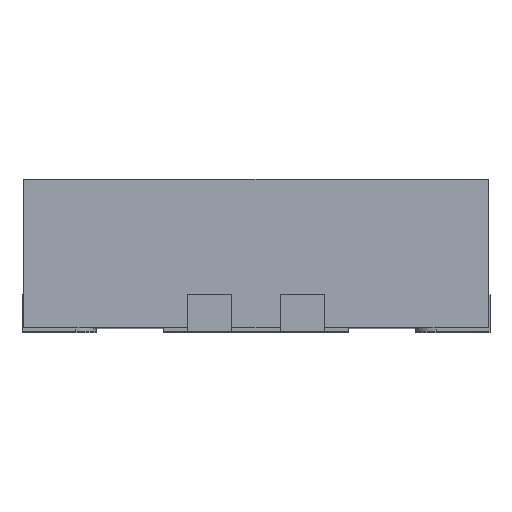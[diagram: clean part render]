
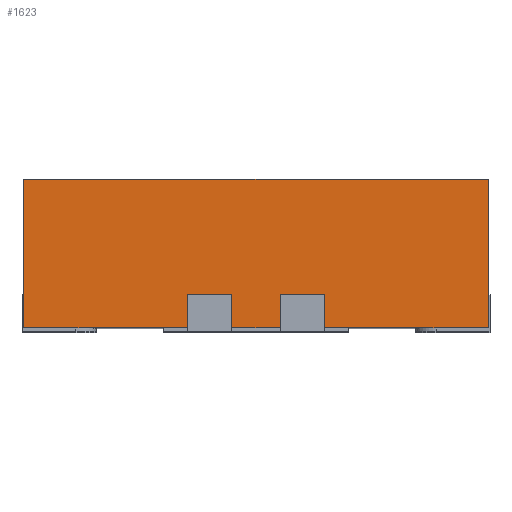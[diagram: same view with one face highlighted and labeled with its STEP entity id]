
A CAD part, top view. The second image highlights one B-rep face of the part: STEP entity #1623.
In plain terms, the highlighted planar face has unit normal (0, 0, 1).
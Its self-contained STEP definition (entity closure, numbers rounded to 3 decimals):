
#4 = DIRECTION ( 'NONE',  ( 0., 0., -1. ) ) ;
#5 = VERTEX_POINT ( 'NONE', #4405 ) ;
#93 = DIRECTION ( 'NONE',  ( 0., -1., 0. ) ) ;
#171 = VECTOR ( 'NONE', #2288, 1000. ) ;
#177 = LINE ( 'NONE', #3767, #4024 ) ;
#286 = EDGE_CURVE ( 'NONE', #4810, #2416, #1441, .T. ) ;
#321 = VERTEX_POINT ( 'NONE', #4302 ) ;
#324 = LINE ( 'NONE', #3148, #653 ) ;
#331 = CARTESIAN_POINT ( 'NONE',  ( -0.37, 0.02, 1.75 ) ) ;
#391 = FACE_OUTER_BOUND ( 'NONE', #3778, .T. ) ;
#447 = ORIENTED_EDGE ( 'NONE', *, *, #1494, .T. ) ;
#546 = CARTESIAN_POINT ( 'NONE',  ( 1.25, 0.82, 1.75 ) ) ;
#628 = ORIENTED_EDGE ( 'NONE', *, *, #2357, .F. ) ;
#653 = VECTOR ( 'NONE', #1561, 1000. ) ;
#760 = CARTESIAN_POINT ( 'NONE',  ( 0.13, 0.82, 1.75 ) ) ;
#822 = CARTESIAN_POINT ( 'NONE',  ( -1.25, 0.02, 1.75 ) ) ;
#837 = CARTESIAN_POINT ( 'NONE',  ( 0.37, 0.82, 1.75 ) ) ;
#913 = DIRECTION ( 'NONE',  ( 1., 0., 0. ) ) ;
#931 = DIRECTION ( 'NONE',  ( 0., -1., 0. ) ) ;
#970 = CARTESIAN_POINT ( 'NONE',  ( -1.25, 0.82, 1.75 ) ) ;
#1121 = VERTEX_POINT ( 'NONE', #3667 ) ;
#1155 = VECTOR ( 'NONE', #4956, 1000. ) ;
#1254 = ORIENTED_EDGE ( 'NONE', *, *, #4122, .T. ) ;
#1261 = VERTEX_POINT ( 'NONE', #1768 ) ;
#1441 = LINE ( 'NONE', #970, #2507 ) ;
#1452 = LINE ( 'NONE', #5022, #171 ) ;
#1494 = EDGE_CURVE ( 'NONE', #2194, #1261, #1452, .T. ) ;
#1561 = DIRECTION ( 'NONE',  ( -1., 0., 0. ) ) ;
#1579 = VECTOR ( 'NONE', #5000, 1000. ) ;
#1623 = ADVANCED_FACE ( 'NONE', ( #391 ), #3632, .F. ) ;
#1628 = VECTOR ( 'NONE', #93, 1000. ) ;
#1711 = CARTESIAN_POINT ( 'NONE',  ( -1.25, 0.02, 1.75 ) ) ;
#1736 = CARTESIAN_POINT ( 'NONE',  ( -1.25, 0.02, 1.75 ) ) ;
#1768 = CARTESIAN_POINT ( 'NONE',  ( -0.37, 0.2, 1.75 ) ) ;
#1799 = VECTOR ( 'NONE', #2807, 1000. ) ;
#2005 = LINE ( 'NONE', #837, #1799 ) ;
#2103 = LINE ( 'NONE', #546, #1628 ) ;
#2105 = ORIENTED_EDGE ( 'NONE', *, *, #3671, .T. ) ;
#2157 = VECTOR ( 'NONE', #3344, 1000. ) ;
#2194 = VERTEX_POINT ( 'NONE', #331 ) ;
#2288 = DIRECTION ( 'NONE',  ( 0., 1., 0. ) ) ;
#2354 = VECTOR ( 'NONE', #2434, 1000. ) ;
#2357 = EDGE_CURVE ( 'NONE', #321, #2820, #2005, .T. ) ;
#2416 = VERTEX_POINT ( 'NONE', #3021 ) ;
#2418 = CARTESIAN_POINT ( 'NONE',  ( -0.13, 0.02, 1.75 ) ) ;
#2434 = DIRECTION ( 'NONE',  ( 1., 0., 0. ) ) ;
#2486 = ORIENTED_EDGE ( 'NONE', *, *, #4273, .T. ) ;
#2502 = CARTESIAN_POINT ( 'NONE',  ( 0.37, 0.2, 1.75 ) ) ;
#2507 = VECTOR ( 'NONE', #3803, 1000. ) ;
#2559 = CARTESIAN_POINT ( 'NONE',  ( 1.25, 0.2, 1.75 ) ) ;
#2573 = EDGE_CURVE ( 'NONE', #2416, #3607, #2103, .T. ) ;
#2582 = CARTESIAN_POINT ( 'NONE',  ( 1.25, 0.02, 1.75 ) ) ;
#2807 = DIRECTION ( 'NONE',  ( 0., 1., 0. ) ) ;
#2818 = LINE ( 'NONE', #822, #2354 ) ;
#2820 = VERTEX_POINT ( 'NONE', #2502 ) ;
#3021 = CARTESIAN_POINT ( 'NONE',  ( 1.25, 0.82, 1.75 ) ) ;
#3036 = LINE ( 'NONE', #2559, #1155 ) ;
#3148 = CARTESIAN_POINT ( 'NONE',  ( -1.25, 0.2, 1.75 ) ) ;
#3206 = ORIENTED_EDGE ( 'NONE', *, *, #3279, .T. ) ;
#3241 = ORIENTED_EDGE ( 'NONE', *, *, #286, .F. ) ;
#3279 = EDGE_CURVE ( 'NONE', #1121, #2194, #4504, .T. ) ;
#3341 = EDGE_CURVE ( 'NONE', #5, #3726, #177, .T. ) ;
#3344 = DIRECTION ( 'NONE',  ( 1., 0., 0. ) ) ;
#3575 = ORIENTED_EDGE ( 'NONE', *, *, #3341, .T. ) ;
#3607 = VERTEX_POINT ( 'NONE', #2582 ) ;
#3619 = VECTOR ( 'NONE', #913, 1000. ) ;
#3632 = PLANE ( 'NONE',  #3879 ) ;
#3667 = CARTESIAN_POINT ( 'NONE',  ( -1.25, 0.02, 1.75 ) ) ;
#3671 = EDGE_CURVE ( 'NONE', #1261, #5, #3036, .T. ) ;
#3726 = VERTEX_POINT ( 'NONE', #2418 ) ;
#3767 = CARTESIAN_POINT ( 'NONE',  ( -0.13, 0.82, 1.75 ) ) ;
#3778 = EDGE_LOOP ( 'NONE', ( #3575, #1254, #4824, #4085, #628, #2486, #3954, #3241, #4639, #3206, #447, #2105 ) ) ;
#3795 = DIRECTION ( 'NONE',  ( 0., -1., 0. ) ) ;
#3803 = DIRECTION ( 'NONE',  ( 1., 0., 0. ) ) ;
#3830 = EDGE_CURVE ( 'NONE', #4810, #1121, #4167, .T. ) ;
#3879 = AXIS2_PLACEMENT_3D ( 'NONE', #3940, #4, #931 ) ;
#3940 = CARTESIAN_POINT ( 'NONE',  ( -1.25, 0.82, 1.75 ) ) ;
#3954 = ORIENTED_EDGE ( 'NONE', *, *, #2573, .F. ) ;
#4024 = VECTOR ( 'NONE', #3795, 1000. ) ;
#4085 = ORIENTED_EDGE ( 'NONE', *, *, #5124, .F. ) ;
#4122 = EDGE_CURVE ( 'NONE', #3726, #4278, #2818, .T. ) ;
#4167 = LINE ( 'NONE', #4551, #1579 ) ;
#4172 = CARTESIAN_POINT ( 'NONE',  ( -1.25, 0.82, 1.75 ) ) ;
#4273 = EDGE_CURVE ( 'NONE', #321, #3607, #4528, .T. ) ;
#4278 = VERTEX_POINT ( 'NONE', #4660 ) ;
#4302 = CARTESIAN_POINT ( 'NONE',  ( 0.37, 0.02, 1.75 ) ) ;
#4369 = LINE ( 'NONE', #760, #4543 ) ;
#4405 = CARTESIAN_POINT ( 'NONE',  ( -0.13, 0.2, 1.75 ) ) ;
#4504 = LINE ( 'NONE', #1736, #2157 ) ;
#4526 = CARTESIAN_POINT ( 'NONE',  ( 0.13, 0.2, 1.75 ) ) ;
#4528 = LINE ( 'NONE', #1711, #3619 ) ;
#4543 = VECTOR ( 'NONE', #4846, 1000. ) ;
#4551 = CARTESIAN_POINT ( 'NONE',  ( -1.25, 0.82, 1.75 ) ) ;
#4639 = ORIENTED_EDGE ( 'NONE', *, *, #3830, .T. ) ;
#4660 = CARTESIAN_POINT ( 'NONE',  ( 0.13, 0.02, 1.75 ) ) ;
#4710 = EDGE_CURVE ( 'NONE', #4943, #4278, #4369, .T. ) ;
#4810 = VERTEX_POINT ( 'NONE', #4172 ) ;
#4824 = ORIENTED_EDGE ( 'NONE', *, *, #4710, .F. ) ;
#4846 = DIRECTION ( 'NONE',  ( 0., -1., 0. ) ) ;
#4943 = VERTEX_POINT ( 'NONE', #4526 ) ;
#4956 = DIRECTION ( 'NONE',  ( 1., 0., 0. ) ) ;
#5000 = DIRECTION ( 'NONE',  ( 0., -1., 0. ) ) ;
#5022 = CARTESIAN_POINT ( 'NONE',  ( -0.37, 0.82, 1.75 ) ) ;
#5124 = EDGE_CURVE ( 'NONE', #2820, #4943, #324, .T. ) ;
